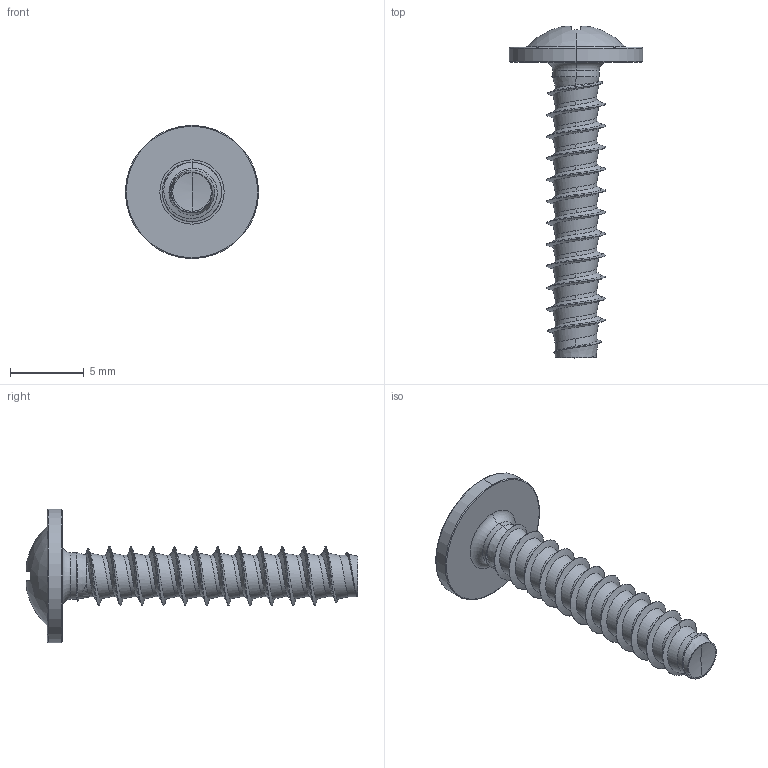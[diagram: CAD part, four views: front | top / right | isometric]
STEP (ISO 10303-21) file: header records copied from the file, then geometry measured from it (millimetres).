
FILE_DESCRIPTION (( 'STEP AP203' ), '1' );
FILE_NAME ('STP310400200.STEP', '2017-08-15T13:18:17', ( '' ), ( '' ), 'SwSTEP 2.0', 'SolidWorks 2015', '' );
FILE_SCHEMA (( 'CONFIG_CONTROL_DESIGN' ));
Length unit declared in the file: millimetre
Products named in the file (1): STP310400200
Bounding box: 9 x 22.44 x 9 mm (x, y, z)
Volume: 232.8 mm3; surface area: 460.6 mm2
Topology: 1 solids, 1 shells, 191 faces, 440 edges, 252 vertices
Faces by surface type: cylinder 51, bspline 51, torus 30, sphere 28, plane 23, cone 8
Entity records: 24613 total; most frequent: CARTESIAN_POINT 20654, ORIENTED_EDGE 876, DIRECTION 753, EDGE_CURVE 438, AXIS2_PLACEMENT_3D 335, VERTEX_POINT 252, CIRCLE 194, EDGE_LOOP 194
